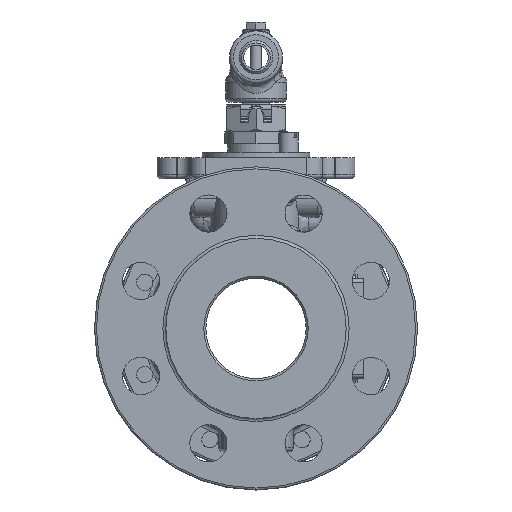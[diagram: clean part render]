
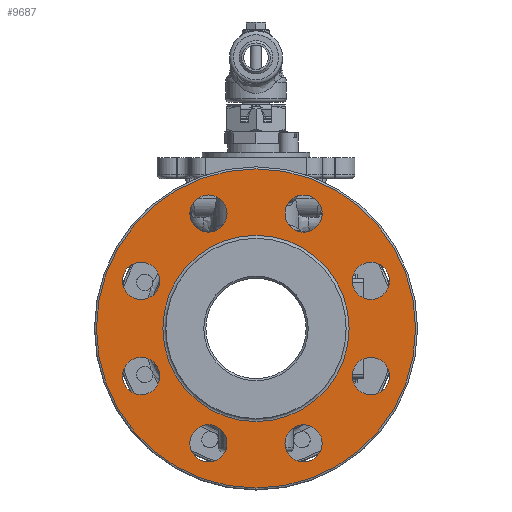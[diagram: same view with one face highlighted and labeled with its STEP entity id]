
A CAD part, left-side view. The second image highlights one B-rep face of the part: STEP entity #9687.
In plain terms, the highlighted planar face has unit normal (-1, 0, 0).
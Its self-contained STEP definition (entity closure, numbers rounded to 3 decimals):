
#1696=PLANE('',#10560);
#1909=FACE_BOUND('',#2933,.T.);
#1910=FACE_BOUND('',#2934,.T.);
#1911=FACE_BOUND('',#2935,.T.);
#1912=FACE_BOUND('',#2936,.T.);
#1913=FACE_BOUND('',#2937,.T.);
#1914=FACE_BOUND('',#2938,.T.);
#1915=FACE_BOUND('',#2939,.T.);
#1916=FACE_BOUND('',#2940,.T.);
#1917=FACE_BOUND('',#2941,.T.);
#2283=FACE_OUTER_BOUND('',#2932,.T.);
#2932=EDGE_LOOP('',(#7445));
#2933=EDGE_LOOP('',(#7446));
#2934=EDGE_LOOP('',(#7447));
#2935=EDGE_LOOP('',(#7448));
#2936=EDGE_LOOP('',(#7449));
#2937=EDGE_LOOP('',(#7450));
#2938=EDGE_LOOP('',(#7451));
#2939=EDGE_LOOP('',(#7452));
#2940=EDGE_LOOP('',(#7453));
#2941=EDGE_LOOP('',(#7454));
#3362=CIRCLE('',#10084,9.5);
#3364=CIRCLE('',#10087,9.5);
#3366=CIRCLE('',#10090,9.5);
#3368=CIRCLE('',#10093,9.5);
#3370=CIRCLE('',#10096,9.5);
#3372=CIRCLE('',#10099,9.5);
#3374=CIRCLE('',#10102,9.5);
#3376=CIRCLE('',#10105,9.5);
#3474=CIRCLE('',#10287,81.5);
#3481=CIRCLE('',#10296,47.55);
#3925=VERTEX_POINT('',#14360);
#3927=VERTEX_POINT('',#14365);
#3929=VERTEX_POINT('',#14370);
#3931=VERTEX_POINT('',#14375);
#3933=VERTEX_POINT('',#14380);
#3935=VERTEX_POINT('',#14385);
#3937=VERTEX_POINT('',#14390);
#3939=VERTEX_POINT('',#14395);
#4151=VERTEX_POINT('',#15495);
#4163=VERTEX_POINT('',#15809);
#4818=EDGE_CURVE('',#3925,#3925,#3362,.T.);
#4820=EDGE_CURVE('',#3927,#3927,#3364,.T.);
#4822=EDGE_CURVE('',#3929,#3929,#3366,.T.);
#4824=EDGE_CURVE('',#3931,#3931,#3368,.T.);
#4826=EDGE_CURVE('',#3933,#3933,#3370,.T.);
#4828=EDGE_CURVE('',#3935,#3935,#3372,.T.);
#4830=EDGE_CURVE('',#3937,#3937,#3374,.T.);
#4832=EDGE_CURVE('',#3939,#3939,#3376,.T.);
#5115=EDGE_CURVE('',#4151,#4151,#3474,.T.);
#5134=EDGE_CURVE('',#4163,#4163,#3481,.T.);
#7445=ORIENTED_EDGE('',*,*,#5115,.F.);
#7446=ORIENTED_EDGE('',*,*,#4818,.T.);
#7447=ORIENTED_EDGE('',*,*,#4820,.T.);
#7448=ORIENTED_EDGE('',*,*,#4822,.T.);
#7449=ORIENTED_EDGE('',*,*,#4824,.T.);
#7450=ORIENTED_EDGE('',*,*,#4826,.T.);
#7451=ORIENTED_EDGE('',*,*,#4828,.T.);
#7452=ORIENTED_EDGE('',*,*,#4830,.T.);
#7453=ORIENTED_EDGE('',*,*,#4832,.T.);
#7454=ORIENTED_EDGE('',*,*,#5134,.F.);
#9687=ADVANCED_FACE('',(#2283,#1909,#1910,#1911,#1912,#1913,#1914,#1915,
#1916,#1917),#1696,.T.);
#10084=AXIS2_PLACEMENT_3D('',#14361,#11260,#11261);
#10087=AXIS2_PLACEMENT_3D('',#14366,#11266,#11267);
#10090=AXIS2_PLACEMENT_3D('',#14371,#11272,#11273);
#10093=AXIS2_PLACEMENT_3D('',#14376,#11278,#11279);
#10096=AXIS2_PLACEMENT_3D('',#14381,#11284,#11285);
#10099=AXIS2_PLACEMENT_3D('',#14386,#11290,#11291);
#10102=AXIS2_PLACEMENT_3D('',#14391,#11296,#11297);
#10105=AXIS2_PLACEMENT_3D('',#14396,#11302,#11303);
#10287=AXIS2_PLACEMENT_3D('',#15496,#11754,#11755);
#10296=AXIS2_PLACEMENT_3D('',#15810,#11772,#11773);
#10560=AXIS2_PLACEMENT_3D('',#17808,#12389,#12390);
#11260=DIRECTION('center_axis',(1.,0.,0.));
#11261=DIRECTION('ref_axis',(0.,0.707,0.707));
#11266=DIRECTION('center_axis',(1.,0.,0.));
#11267=DIRECTION('ref_axis',(0.,1.,0.));
#11272=DIRECTION('center_axis',(1.,0.,0.));
#11273=DIRECTION('ref_axis',(0.,0.707,-0.707));
#11278=DIRECTION('center_axis',(1.,0.,0.));
#11279=DIRECTION('ref_axis',(0.,0.,-1.));
#11284=DIRECTION('center_axis',(1.,0.,0.));
#11285=DIRECTION('ref_axis',(0.,-0.707,-0.707));
#11290=DIRECTION('center_axis',(1.,0.,0.));
#11291=DIRECTION('ref_axis',(0.,-1.,0.));
#11296=DIRECTION('center_axis',(1.,0.,0.));
#11297=DIRECTION('ref_axis',(0.,-0.707,0.707));
#11302=DIRECTION('center_axis',(1.,0.,0.));
#11303=DIRECTION('ref_axis',(0.,0.,1.));
#11754=DIRECTION('center_axis',(1.,0.,0.));
#11755=DIRECTION('ref_axis',(0.,0.,1.));
#11772=DIRECTION('center_axis',(-1.,0.,0.));
#11773=DIRECTION('ref_axis',(0.,0.,-1.));
#12389=DIRECTION('center_axis',(-1.,0.,0.));
#12390=DIRECTION('ref_axis',(0.,0.,1.));
#14360=CARTESIAN_POINT('',(-71.65,65.384,31.018));
#14361=CARTESIAN_POINT('Origin',(-71.65,58.666,24.3));
#14365=CARTESIAN_POINT('',(-71.65,68.166,-24.3));
#14366=CARTESIAN_POINT('Origin',(-71.65,58.666,-24.3));
#14370=CARTESIAN_POINT('',(-71.65,31.018,-65.384));
#14371=CARTESIAN_POINT('Origin',(-71.65,24.3,-58.666));
#14375=CARTESIAN_POINT('',(-71.65,-24.3,-68.166));
#14376=CARTESIAN_POINT('Origin',(-71.65,-24.3,-58.666));
#14380=CARTESIAN_POINT('',(-71.65,-65.384,-31.018));
#14381=CARTESIAN_POINT('Origin',(-71.65,-58.666,-24.3));
#14385=CARTESIAN_POINT('',(-71.65,-68.166,24.3));
#14386=CARTESIAN_POINT('Origin',(-71.65,-58.666,24.3));
#14390=CARTESIAN_POINT('',(-71.65,-31.018,65.384));
#14391=CARTESIAN_POINT('Origin',(-71.65,-24.3,58.666));
#14395=CARTESIAN_POINT('',(-71.65,24.3,68.166));
#14396=CARTESIAN_POINT('Origin',(-71.65,24.3,58.666));
#15495=CARTESIAN_POINT('',(-71.65,0.,-81.5));
#15496=CARTESIAN_POINT('Origin',(-71.65,0.,0.));
#15809=CARTESIAN_POINT('',(-71.65,0.,47.55));
#15810=CARTESIAN_POINT('Origin',(-71.65,0.,0.));
#17808=CARTESIAN_POINT('Origin',(-71.65,0.,25.));
